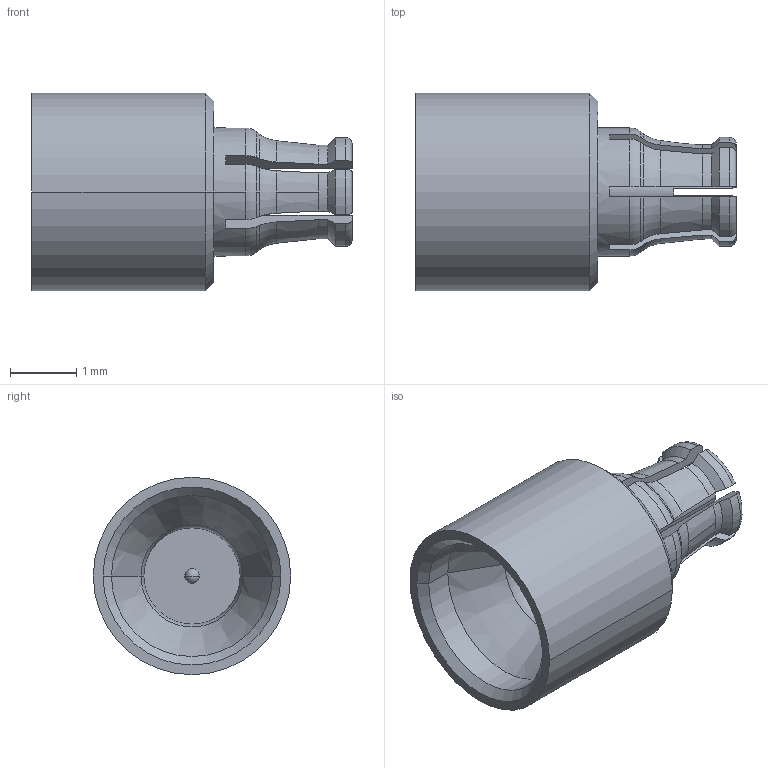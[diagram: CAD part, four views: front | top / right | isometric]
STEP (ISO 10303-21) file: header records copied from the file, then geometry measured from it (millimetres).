
FILE_DESCRIPTION (( 'STEP AP214' ), '1' );
FILE_NAME ('FMCN49828_3D.step', '2023-09-20T09:15:36', ( '' ), ( '' ), 'SwSTEP 2.0', 'SolidWorks 2022', '' );
FILE_SCHEMA (( 'AUTOMOTIVE_DESIGN' ));
Length unit declared in the file: millimetre
Products named in the file (1): FMCN49828_3D
Bounding box: 4.83 x 2.97 x 2.97 mm (x, y, z)
Volume: 15.4 mm3; surface area: 71.8 mm2
Topology: 1 solids, 1 shells, 127 faces, 348 edges, 223 vertices
Faces by surface type: plane 36, cone 34, cylinder 32, torus 23, sphere 2
Entity records: 4214 total; most frequent: CARTESIAN_POINT 1011, ORIENTED_EDGE 684, DIRECTION 666, EDGE_CURVE 342, AXIS2_PLACEMENT_3D 272, VERTEX_POINT 221, CIRCLE 144, EDGE_LOOP 131
